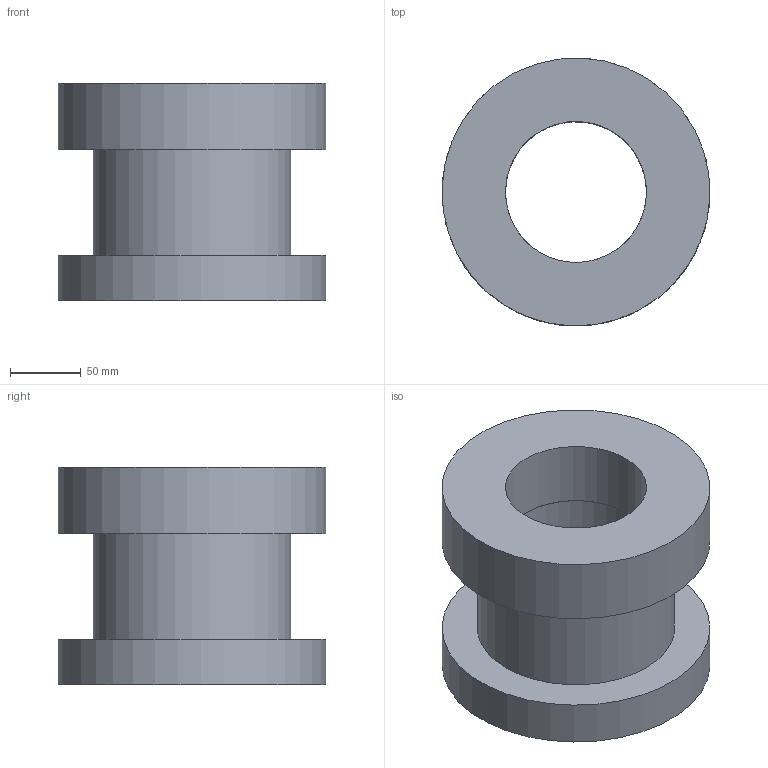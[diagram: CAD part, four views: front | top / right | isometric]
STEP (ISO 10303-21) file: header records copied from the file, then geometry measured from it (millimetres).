
FILE_DESCRIPTION(('STEP AP214'),'1');
FILE_NAME('e.stp','2018-11-13T09:05:07',(' '),(' '),'Spatial InterOp 3D',' ',' ');
FILE_SCHEMA(('AUTOMOTIVE_DESIGN { 1 0 10303 214 1 1 1 1 }'));
Length unit declared in the file: millimetre
Products named in the file (4): Ensemble mécano soudée$; Rondelle 190*100lg32; Rondelle 190*100 lg47; Tube 140*100lg75
Assembly tree (3 placements, depth 2):
  Ensemble mécano soudée$
    Rondelle 190*100lg32
    Rondelle 190*100 lg47
    Tube 140*100lg75
Bounding box: 189.85 x 189.85 x 154 mm (x, y, z)
Volume: 2184899.2 mm3; surface area: 225597.8 mm2
Topology: 3 solids, 3 shells, 12 faces, 18 edges, 12 vertices
Faces by surface type: cylinder 6, plane 6
Full cylindrical faces by diameter (mm): 100 x3, 140 x1, 190 x2
Entity records: 437 total; most frequent: DIRECTION 56, CARTESIAN_POINT 40, AXIS2_PLACEMENT_3D 28, EDGE_LOOP 24, ORIENTED_EDGE 24, FACE_OUTER_BOUND 18, STYLED_ITEM 12, PRESENTATION_STYLE_ASSIGNMENT 12
